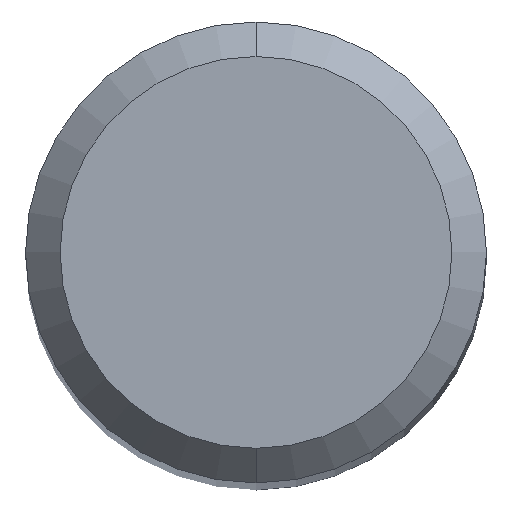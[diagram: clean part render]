
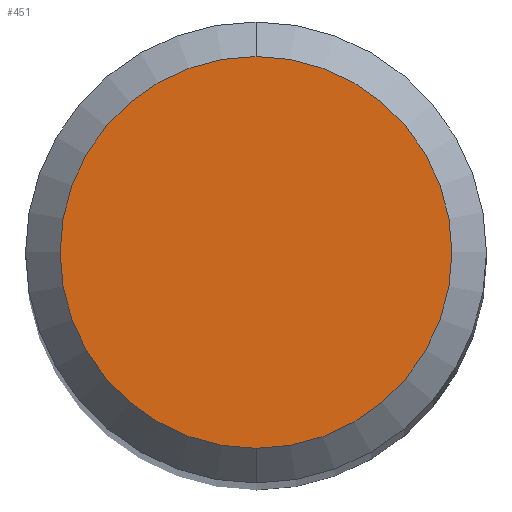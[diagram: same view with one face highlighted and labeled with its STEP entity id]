
A CAD part, top view. The second image highlights one B-rep face of the part: STEP entity #451.
In plain terms, the highlighted planar face has unit normal (0, 0, 1).
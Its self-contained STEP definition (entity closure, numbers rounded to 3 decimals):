
#235=VERTEX_POINT('',#597);
#419=EDGE_CURVE('',#505,#235,#804,.T.);
#451=ADVANCED_FACE('',(#838),#839,.T.);
#483=EDGE_CURVE('',#235,#505,#874,.T.);
#505=VERTEX_POINT('',#900);
#597=CARTESIAN_POINT('',(0.0,1.7,0.0));
#804=CIRCLE('',#1419,1.7);
#838=FACE_OUTER_BOUND('',#1503,.T.);
#839=PLANE('',#1504);
#874=CIRCLE('',#1568,1.7);
#900=CARTESIAN_POINT('',(0.,-1.7,0.0));
#1419=AXIS2_PLACEMENT_3D('',#1967,#1968,#1969);
#1503=EDGE_LOOP('',(#1998,#1999));
#1504=AXIS2_PLACEMENT_3D('',#2000,#2001,#2002);
#1568=AXIS2_PLACEMENT_3D('',#2031,#2032,#2033);
#1967=CARTESIAN_POINT('',(0.0,0.0,0.0));
#1968=DIRECTION('',(0.0,0.0,-1.0));
#1969=DIRECTION('',(0.0,1.0,0.0));
#1998=ORIENTED_EDGE('',*,*,#483,.F.);
#1999=ORIENTED_EDGE('',*,*,#419,.F.);
#2000=CARTESIAN_POINT('',(0.0,0.85,0.0));
#2001=DIRECTION('',(-0.0,0.0,1.0));
#2002=DIRECTION('',(0.0,-1.0,0.0));
#2031=CARTESIAN_POINT('',(0.0,0.0,0.0));
#2032=DIRECTION('',(0.0,0.0,-1.0));
#2033=DIRECTION('',(0.0,1.0,0.0));
